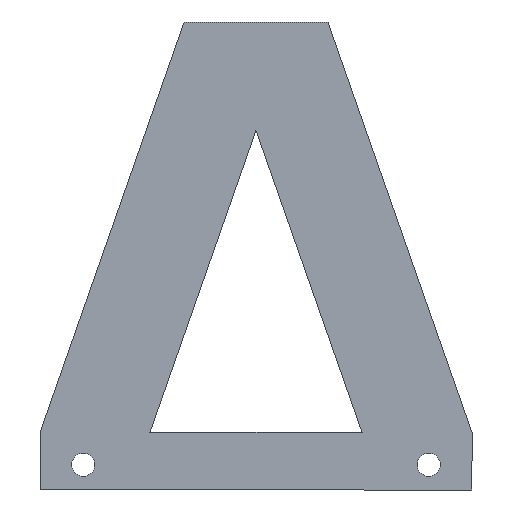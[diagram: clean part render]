
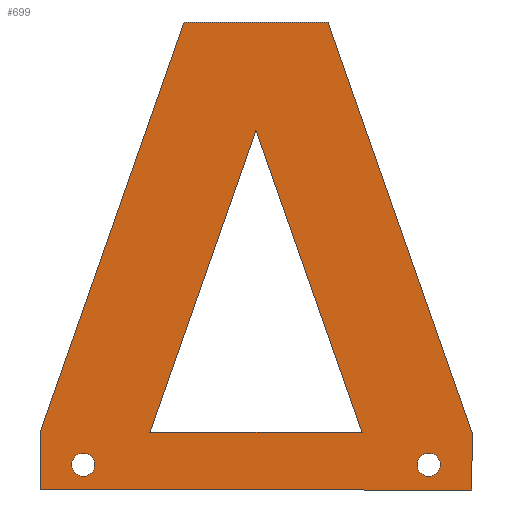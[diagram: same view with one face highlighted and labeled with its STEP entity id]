
A CAD part, front view. The second image highlights one B-rep face of the part: STEP entity #699.
In plain terms, the highlighted planar face has unit normal (0, -1, 0).
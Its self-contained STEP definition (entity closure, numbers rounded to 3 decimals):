
#7 = LINE ( 'NONE', #216, #85 ) ;
#13 = EDGE_CURVE ( 'NONE', #389, #492, #37, .T. ) ;
#23 = VERTEX_POINT ( 'NONE', #291 ) ;
#24 = DIRECTION ( 'NONE',  ( 1., 0., 0. ) ) ;
#25 = CIRCLE ( 'NONE', #227, 1.6 ) ;
#32 = VERTEX_POINT ( 'NONE', #232 ) ;
#36 = CARTESIAN_POINT ( 'NONE',  ( -10., 0., 65. ) ) ;
#37 = CIRCLE ( 'NONE', #193, 1.6 ) ;
#39 = VECTOR ( 'NONE', #163, 1000. ) ;
#41 = FACE_BOUND ( 'NONE', #204, .T. ) ;
#50 = ORIENTED_EDGE ( 'NONE', *, *, #285, .F. ) ;
#53 = CARTESIAN_POINT ( 'NONE',  ( 0., 0., 0. ) ) ;
#61 = VECTOR ( 'NONE', #478, 1000. ) ;
#62 = AXIS2_PLACEMENT_3D ( 'NONE', #53, #381, #387 ) ;
#72 = EDGE_CURVE ( 'NONE', #492, #389, #655, .T. ) ;
#73 = CIRCLE ( 'NONE', #122, 1.6 ) ;
#77 = VERTEX_POINT ( 'NONE', #704 ) ;
#79 = CARTESIAN_POINT ( 'NONE',  ( -24., 0., 1.9 ) ) ;
#83 = EDGE_CURVE ( 'NONE', #354, #687, #659, .T. ) ;
#85 = VECTOR ( 'NONE', #116, 1000. ) ;
#90 = DIRECTION ( 'NONE',  ( -1., 0., 0. ) ) ;
#92 = ORIENTED_EDGE ( 'NONE', *, *, #13, .T. ) ;
#106 = ORIENTED_EDGE ( 'NONE', *, *, #448, .F. ) ;
#113 = DIRECTION ( 'NONE',  ( -1., 0., 0. ) ) ;
#116 = DIRECTION ( 'NONE',  ( 0., 0., 1. ) ) ;
#122 = AXIS2_PLACEMENT_3D ( 'NONE', #376, #538, #654 ) ;
#131 = ORIENTED_EDGE ( 'NONE', *, *, #218, .T. ) ;
#137 = CARTESIAN_POINT ( 'NONE',  ( -14.737, 0., 8. ) ) ;
#139 = CARTESIAN_POINT ( 'NONE',  ( 24., 0., 5.1 ) ) ;
#142 = DIRECTION ( 'NONE',  ( 0., 0., 1. ) ) ;
#161 = EDGE_CURVE ( 'NONE', #260, #637, #73, .T. ) ;
#163 = DIRECTION ( 'NONE',  ( 0.331, 0., 0.944 ) ) ;
#166 = PLANE ( 'NONE',  #62 ) ;
#176 = EDGE_CURVE ( 'NONE', #539, #421, #495, .T. ) ;
#182 = DIRECTION ( 'NONE',  ( 0., 1., 0. ) ) ;
#187 = DIRECTION ( 'NONE',  ( 0.331, 0., -0.944 ) ) ;
#193 = AXIS2_PLACEMENT_3D ( 'NONE', #701, #182, #234 ) ;
#199 = DIRECTION ( 'NONE',  ( 0., 0., 1. ) ) ;
#201 = ORIENTED_EDGE ( 'NONE', *, *, #176, .F. ) ;
#203 = CARTESIAN_POINT ( 'NONE',  ( -24., 0., 3.5 ) ) ;
#204 = EDGE_LOOP ( 'NONE', ( #529, #615 ) ) ;
#213 = DIRECTION ( 'NONE',  ( 0.331, 0., -0.944 ) ) ;
#216 = CARTESIAN_POINT ( 'NONE',  ( -30., 0., 0. ) ) ;
#218 = EDGE_CURVE ( 'NONE', #687, #520, #552, .T. ) ;
#227 = AXIS2_PLACEMENT_3D ( 'NONE', #473, #716, #142 ) ;
#230 = ORIENTED_EDGE ( 'NONE', *, *, #571, .F. ) ;
#232 = CARTESIAN_POINT ( 'NONE',  ( -30., 0., 8. ) ) ;
#233 = CARTESIAN_POINT ( 'NONE',  ( -10., 0., 65. ) ) ;
#234 = DIRECTION ( 'NONE',  ( 0., 0., 1. ) ) ;
#239 = ORIENTED_EDGE ( 'NONE', *, *, #72, .T. ) ;
#260 = VERTEX_POINT ( 'NONE', #338 ) ;
#264 = FACE_BOUND ( 'NONE', #645, .T. ) ;
#269 = CARTESIAN_POINT ( 'NONE',  ( 0., 0., 50. ) ) ;
#276 = EDGE_CURVE ( 'NONE', #77, #32, #7, .T. ) ;
#285 = EDGE_CURVE ( 'NONE', #32, #507, #732, .T. ) ;
#289 = CARTESIAN_POINT ( 'NONE',  ( 30., 0., 8. ) ) ;
#291 = CARTESIAN_POINT ( 'NONE',  ( 10., 0., 65. ) ) ;
#295 = AXIS2_PLACEMENT_3D ( 'NONE', #203, #318, #199 ) ;
#313 = CARTESIAN_POINT ( 'NONE',  ( 30., 0., 8. ) ) ;
#318 = DIRECTION ( 'NONE',  ( 0., 1., 0. ) ) ;
#324 = ORIENTED_EDGE ( 'NONE', *, *, #422, .T. ) ;
#338 = CARTESIAN_POINT ( 'NONE',  ( 24., 0., 1.9 ) ) ;
#354 = VERTEX_POINT ( 'NONE', #269 ) ;
#356 = VECTOR ( 'NONE', #24, 1000. ) ;
#366 = VECTOR ( 'NONE', #213, 1000. ) ;
#371 = EDGE_LOOP ( 'NONE', ( #239, #92 ) ) ;
#372 = CARTESIAN_POINT ( 'NONE',  ( 30., 0., 0. ) ) ;
#376 = CARTESIAN_POINT ( 'NONE',  ( 24., 0., 3.5 ) ) ;
#381 = DIRECTION ( 'NONE',  ( 0., 1., 0. ) ) ;
#387 = DIRECTION ( 'NONE',  ( 0., 0., 1. ) ) ;
#389 = VERTEX_POINT ( 'NONE', #79 ) ;
#409 = ORIENTED_EDGE ( 'NONE', *, *, #582, .F. ) ;
#421 = VERTEX_POINT ( 'NONE', #694 ) ;
#422 = EDGE_CURVE ( 'NONE', #520, #354, #581, .T. ) ;
#431 = LINE ( 'NONE', #372, #512 ) ;
#448 = EDGE_CURVE ( 'NONE', #23, #539, #636, .T. ) ;
#449 = CARTESIAN_POINT ( 'NONE',  ( -30., 0., 8. ) ) ;
#459 = CARTESIAN_POINT ( 'NONE',  ( -24., 0., 5.1 ) ) ;
#473 = CARTESIAN_POINT ( 'NONE',  ( 24., 0., 3.5 ) ) ;
#478 = DIRECTION ( 'NONE',  ( 0., 0., -1. ) ) ;
#488 = VECTOR ( 'NONE', #113, 1000. ) ;
#492 = VERTEX_POINT ( 'NONE', #459 ) ;
#495 = LINE ( 'NONE', #598, #61 ) ;
#507 = VERTEX_POINT ( 'NONE', #233 ) ;
#512 = VECTOR ( 'NONE', #90, 1000. ) ;
#520 = VERTEX_POINT ( 'NONE', #544 ) ;
#529 = ORIENTED_EDGE ( 'NONE', *, *, #622, .T. ) ;
#531 = EDGE_LOOP ( 'NONE', ( #201, #106, #230, #50, #623, #409 ) ) ;
#538 = DIRECTION ( 'NONE',  ( 0., 1., 0. ) ) ;
#539 = VERTEX_POINT ( 'NONE', #313 ) ;
#544 = CARTESIAN_POINT ( 'NONE',  ( -14.737, 0., 8. ) ) ;
#552 = LINE ( 'NONE', #566, #488 ) ;
#560 = FACE_OUTER_BOUND ( 'NONE', #531, .T. ) ;
#565 = FACE_BOUND ( 'NONE', #371, .T. ) ;
#566 = CARTESIAN_POINT ( 'NONE',  ( 14.737, 0., 8. ) ) ;
#571 = EDGE_CURVE ( 'NONE', #507, #23, #658, .T. ) ;
#581 = LINE ( 'NONE', #137, #618 ) ;
#582 = EDGE_CURVE ( 'NONE', #421, #77, #431, .T. ) ;
#583 = ORIENTED_EDGE ( 'NONE', *, *, #83, .T. ) ;
#589 = DIRECTION ( 'NONE',  ( 0.331, 0., 0.944 ) ) ;
#598 = CARTESIAN_POINT ( 'NONE',  ( 30., 0., 8. ) ) ;
#615 = ORIENTED_EDGE ( 'NONE', *, *, #161, .T. ) ;
#618 = VECTOR ( 'NONE', #589, 1000. ) ;
#619 = CARTESIAN_POINT ( 'NONE',  ( 14.737, 0., 8. ) ) ;
#622 = EDGE_CURVE ( 'NONE', #637, #260, #25, .T. ) ;
#623 = ORIENTED_EDGE ( 'NONE', *, *, #276, .F. ) ;
#636 = LINE ( 'NONE', #289, #668 ) ;
#637 = VERTEX_POINT ( 'NONE', #139 ) ;
#645 = EDGE_LOOP ( 'NONE', ( #324, #583, #131 ) ) ;
#651 = CARTESIAN_POINT ( 'NONE',  ( 0., 0., 50. ) ) ;
#654 = DIRECTION ( 'NONE',  ( 0., 0., 1. ) ) ;
#655 = CIRCLE ( 'NONE', #295, 1.6 ) ;
#658 = LINE ( 'NONE', #36, #356 ) ;
#659 = LINE ( 'NONE', #651, #366 ) ;
#668 = VECTOR ( 'NONE', #187, 1000. ) ;
#687 = VERTEX_POINT ( 'NONE', #619 ) ;
#694 = CARTESIAN_POINT ( 'NONE',  ( 30., 0., 0. ) ) ;
#699 = ADVANCED_FACE ( 'NONE', ( #264, #565, #41, #560 ), #166, .F. ) ;
#701 = CARTESIAN_POINT ( 'NONE',  ( -24., 0., 3.5 ) ) ;
#704 = CARTESIAN_POINT ( 'NONE',  ( -30., 0., 0. ) ) ;
#716 = DIRECTION ( 'NONE',  ( 0., 1., 0. ) ) ;
#732 = LINE ( 'NONE', #449, #39 ) ;
